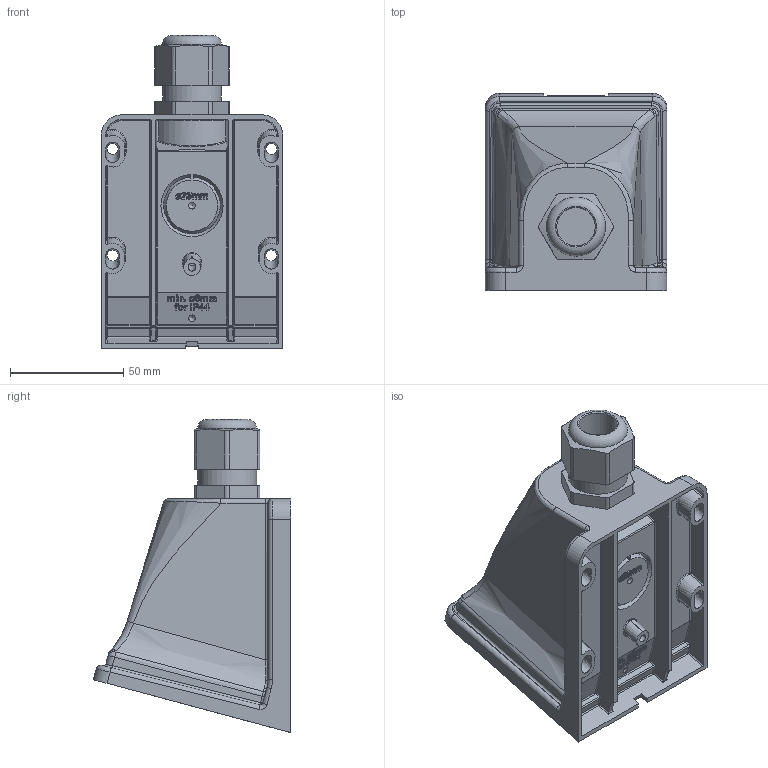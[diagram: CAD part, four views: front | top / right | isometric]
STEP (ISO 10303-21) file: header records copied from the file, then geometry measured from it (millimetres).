
FILE_DESCRIPTION (( 'STEP AP203' ), '1' );
FILE_NAME ('20168g.STEP', '2018-06-06T06:43:30', ( '' ), ( '' ), 'SwSTEP 2.0', 'SolidWorks 2016', '' );
FILE_SCHEMA (( 'CONFIG_CONTROL_DESIGN' ));
Products named in the file (1): 20168g
Bounding box: 80 x 86.93 x 138 mm (x, y, z)
Volume: 334456.3 mm3; surface area: 52659 mm2
Topology: 1 solids, 1 shells, 849 faces, 2214 edges, 1389 vertices
Faces by surface type: plane 408, bspline 221, cylinder 138, sphere 32, cone 29, torus 21
Full cylindrical faces by diameter (mm): 9.3 x4, 17 x1, 26 x1
Entity records: 37726 total; most frequent: CARTESIAN_POINT 19260, ORIENTED_EDGE 4298, DIRECTION 2993, EDGE_CURVE 2149, VERTEX_POINT 1366, VECTOR 1119, LINE 1119, AXIS2_PLACEMENT_3D 937
